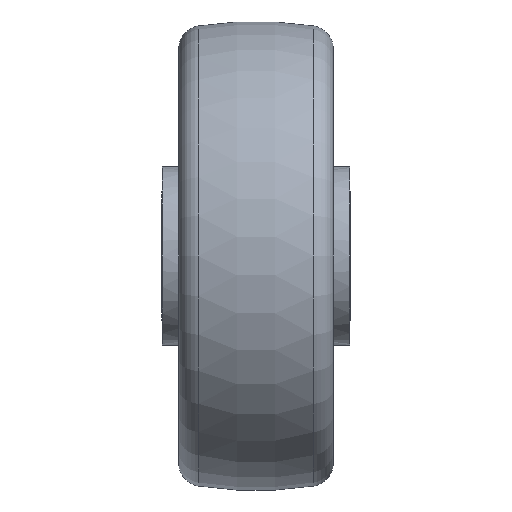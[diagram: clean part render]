
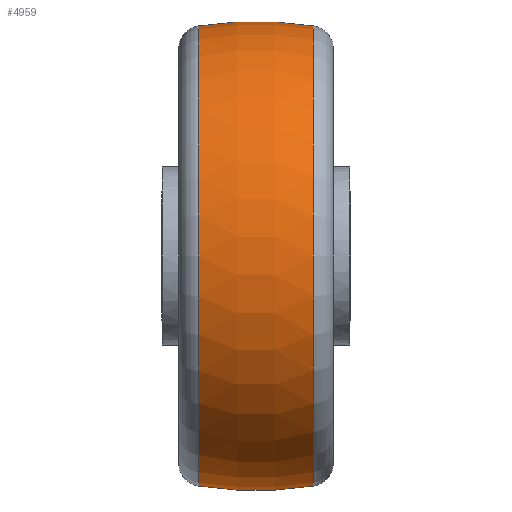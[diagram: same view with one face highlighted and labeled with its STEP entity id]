
A CAD part, front view. The second image highlights one B-rep face of the part: STEP entity #4959.
In plain terms, the highlighted toroidal (fillet/blend) face has major radius 30 mm and minor radius 80 mm.
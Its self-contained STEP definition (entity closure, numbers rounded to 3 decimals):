
#86 = EDGE_CURVE ( 'NONE', #5086, #5732, #2263, .T. ) ;
#187 = DIRECTION ( 'NONE',  ( 0., -1., 0. ) ) ;
#221 = ORIENTED_EDGE ( 'NONE', *, *, #86, .T. ) ;
#565 = CARTESIAN_POINT ( 'NONE',  ( 12.255, 0., 0. ) ) ;
#1255 = FACE_OUTER_BOUND ( 'NONE', #4597, .T. ) ;
#1410 = ORIENTED_EDGE ( 'NONE', *, *, #4586, .T. ) ;
#1527 = VERTEX_POINT ( 'NONE', #2230 ) ;
#1773 = DIRECTION ( 'NONE',  ( -1., 0., 0. ) ) ;
#1787 = AXIS2_PLACEMENT_3D ( 'NONE', #565, #3910, #2454 ) ;
#1829 = DIRECTION ( 'NONE',  ( 0., 0., 1. ) ) ;
#1886 = CARTESIAN_POINT ( 'NONE',  ( -12.255, 0., 0. ) ) ;
#2152 = CARTESIAN_POINT ( 'NONE',  ( -12.255, 0., -49.056 ) ) ;
#2165 = DIRECTION ( 'NONE',  ( 0., 0., 1. ) ) ;
#2185 = CIRCLE ( 'NONE', #4645, 80. ) ;
#2230 = CARTESIAN_POINT ( 'NONE',  ( -12.255, 0., 49.056 ) ) ;
#2263 = CIRCLE ( 'NONE', #1787, 49.056 ) ;
#2454 = DIRECTION ( 'NONE',  ( 0., 0., 1. ) ) ;
#2586 = VERTEX_POINT ( 'NONE', #2152 ) ;
#2704 = CARTESIAN_POINT ( 'NONE',  ( 12.255, 0., -49.056 ) ) ;
#2893 = EDGE_CURVE ( 'NONE', #5086, #2586, #3354, .T. ) ;
#2942 = DIRECTION ( 'NONE',  ( 0., 1., 0. ) ) ;
#3354 = CIRCLE ( 'NONE', #4422, 80. ) ;
#3399 = ORIENTED_EDGE ( 'NONE', *, *, #5366, .F. ) ;
#3432 = ORIENTED_EDGE ( 'NONE', *, *, #2893, .F. ) ;
#3627 = AXIS2_PLACEMENT_3D ( 'NONE', #1886, #4176, #1829 ) ;
#3905 = CARTESIAN_POINT ( 'NONE',  ( 0., 0., 30. ) ) ;
#3910 = DIRECTION ( 'NONE',  ( -1., 0., 0. ) ) ;
#4176 = DIRECTION ( 'NONE',  ( -1., 0., 0. ) ) ;
#4250 = TOROIDAL_SURFACE ( 'NONE', #4348, -30., 80. ) ;
#4337 = DIRECTION ( 'NONE',  ( 0., 0., -1. ) ) ;
#4348 = AXIS2_PLACEMENT_3D ( 'NONE', #4981, #1773, #2165 ) ;
#4388 = CARTESIAN_POINT ( 'NONE',  ( 0., 0., -30. ) ) ;
#4422 = AXIS2_PLACEMENT_3D ( 'NONE', #3905, #2942, #4840 ) ;
#4586 = EDGE_CURVE ( 'NONE', #5732, #1527, #2185, .T. ) ;
#4597 = EDGE_LOOP ( 'NONE', ( #3432, #221, #1410, #3399 ) ) ;
#4645 = AXIS2_PLACEMENT_3D ( 'NONE', #4388, #187, #4337 ) ;
#4840 = DIRECTION ( 'NONE',  ( 0., 0., 1. ) ) ;
#4959 = ADVANCED_FACE ( 'NONE', ( #1255 ), #4250, .T. ) ;
#4981 = CARTESIAN_POINT ( 'NONE',  ( 0., 0., 0. ) ) ;
#5086 = VERTEX_POINT ( 'NONE', #2704 ) ;
#5174 = CIRCLE ( 'NONE', #3627, 49.056 ) ;
#5366 = EDGE_CURVE ( 'NONE', #2586, #1527, #5174, .T. ) ;
#5732 = VERTEX_POINT ( 'NONE', #5899 ) ;
#5899 = CARTESIAN_POINT ( 'NONE',  ( 12.255, 0., 49.056 ) ) ;
